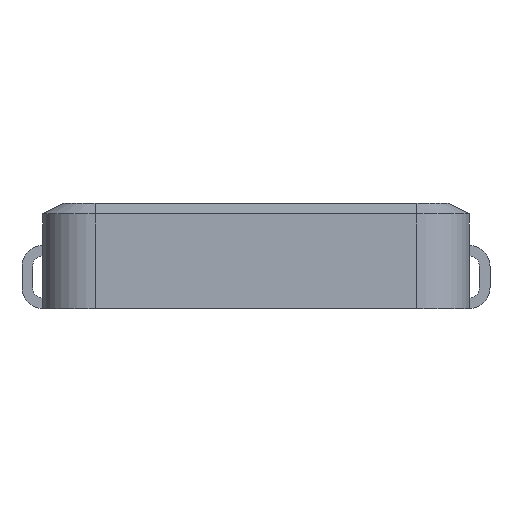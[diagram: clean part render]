
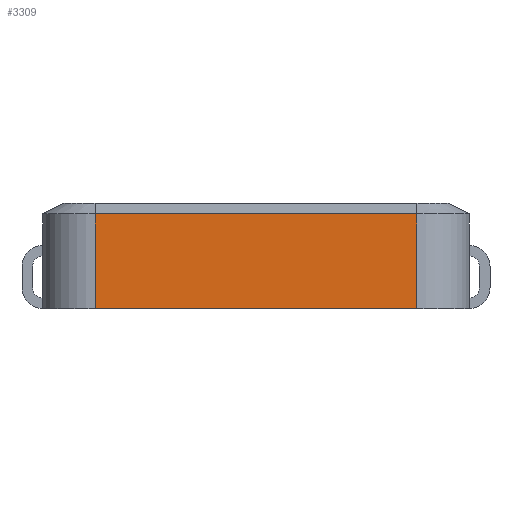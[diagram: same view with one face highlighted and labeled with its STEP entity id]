
A CAD part, front view. The second image highlights one B-rep face of the part: STEP entity #3309.
In plain terms, the highlighted planar face has unit normal (0, -1, 0).
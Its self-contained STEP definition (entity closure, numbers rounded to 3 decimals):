
#551=ORIENTED_EDGE('',*,*,#1049,.F.);
#552=ORIENTED_EDGE('',*,*,#1030,.T.);
#553=ORIENTED_EDGE('',*,*,#1043,.T.);
#554=ORIENTED_EDGE('',*,*,#1052,.T.);
#1030=EDGE_CURVE('',#1316,#1315,#1567,.T.);
#1043=EDGE_CURVE('',#1315,#1319,#1576,.T.);
#1049=EDGE_CURVE('',#1316,#1322,#1579,.T.);
#1052=EDGE_CURVE('',#1319,#1322,#1581,.T.);
#1315=VERTEX_POINT('',#4912);
#1316=VERTEX_POINT('',#4914);
#1319=VERTEX_POINT('',#4938);
#1322=VERTEX_POINT('',#4950);
#1567=LINE('',#4913,#1849);
#1576=LINE('',#4937,#1858);
#1579=LINE('',#4949,#1861);
#1581=LINE('',#4955,#1863);
#1849=VECTOR('',#3845,1000.);
#1858=VECTOR('',#3878,1000.);
#1861=VECTOR('',#3893,1000.);
#1863=VECTOR('',#3901,1000.);
#2026=EDGE_LOOP('',(#551,#552,#553,#554));
#2170=FACE_BOUND('',#2026,.T.);
#2284=PLANE('',#3449);
#3309=ADVANCED_FACE('',(#2170),#2284,.F.);
#3449=AXIS2_PLACEMENT_3D('',#4954,#3899,#3900);
#3845=DIRECTION('',(-1.,0.,0.));
#3878=DIRECTION('',(0.,0.,-1.));
#3893=DIRECTION('',(0.,0.,-1.));
#3899=DIRECTION('',(0.,1.,0.));
#3900=DIRECTION('',(-1.,0.,0.));
#3901=DIRECTION('',(1.,0.,0.));
#4912=CARTESIAN_POINT('',(-1.53,-2.03,0.9));
#4913=CARTESIAN_POINT('',(-1.53,-2.03,0.9));
#4914=CARTESIAN_POINT('',(1.53,-2.03,0.9));
#4937=CARTESIAN_POINT('',(-1.53,-2.03,1.));
#4938=CARTESIAN_POINT('',(-1.53,-2.03,0.));
#4949=CARTESIAN_POINT('',(1.53,-2.03,1.));
#4950=CARTESIAN_POINT('',(1.53,-2.03,0.));
#4954=CARTESIAN_POINT('',(-2.03,-2.03,1.));
#4955=CARTESIAN_POINT('',(-2.03,-2.03,0.));
